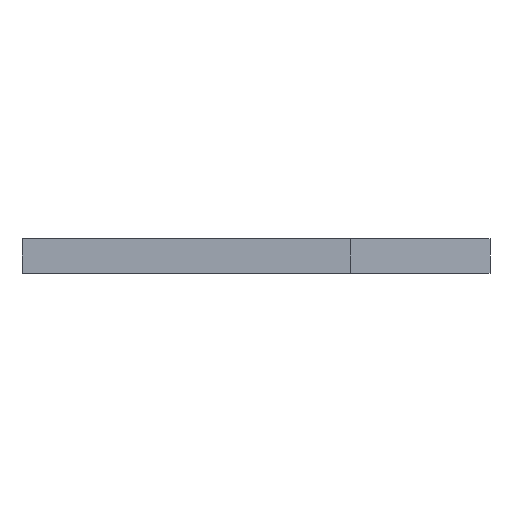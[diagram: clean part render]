
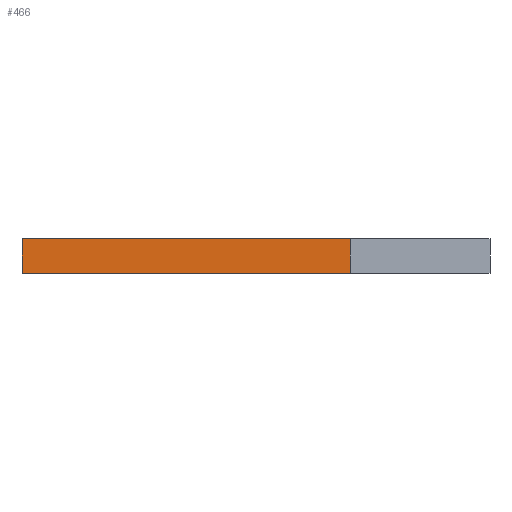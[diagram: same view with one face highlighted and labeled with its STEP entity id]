
A CAD part, left-side view. The second image highlights one B-rep face of the part: STEP entity #466.
In plain terms, the highlighted planar face has unit normal (-1, 0, 0).
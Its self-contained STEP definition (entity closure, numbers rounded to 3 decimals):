
#23 = CARTESIAN_POINT ( 'NONE',  ( 0., 20.1, 1.5 ) ) ;
#25 = DIRECTION ( 'NONE',  ( 0., 0., -1. ) ) ;
#108 = CARTESIAN_POINT ( 'NONE',  ( 0., 6., 1.5 ) ) ;
#109 = DIRECTION ( 'NONE',  ( 1., 0., 0. ) ) ;
#110 = DIRECTION ( 'NONE',  ( 0., 0., -1. ) ) ;
#111 = PLANE ( 'NONE',  #1155 ) ;
#231 = CARTESIAN_POINT ( 'NONE',  ( 0., 20.1, 0. ) ) ;
#273 = CARTESIAN_POINT ( 'NONE',  ( 0., 6., 1.5 ) ) ;
#324 = CARTESIAN_POINT ( 'NONE',  ( 0., 20.1, 1.5 ) ) ;
#325 = CARTESIAN_POINT ( 'NONE',  ( 0., 6., 0. ) ) ;
#336 = DIRECTION ( 'NONE',  ( 0., -1., 0. ) ) ;
#359 = CARTESIAN_POINT ( 'NONE',  ( 0., 6., 1.5 ) ) ;
#397 = DIRECTION ( 'NONE',  ( 0., 0., -1. ) ) ;
#405 = CARTESIAN_POINT ( 'NONE',  ( 0., 6., 0. ) ) ;
#408 = CARTESIAN_POINT ( 'NONE',  ( 0., 6., 1.5 ) ) ;
#416 = DIRECTION ( 'NONE',  ( 0., -1., 0. ) ) ;
#466 = ADVANCED_FACE ( 'NONE', ( #907 ), #111, .F. ) ;
#572 = LINE ( 'NONE', #23, #578 ) ;
#578 = VECTOR ( 'NONE', #25, 1000. ) ;
#771 = VERTEX_POINT ( 'NONE', #324 ) ;
#772 = VERTEX_POINT ( 'NONE', #325 ) ;
#810 = VERTEX_POINT ( 'NONE', #231 ) ;
#845 = VERTEX_POINT ( 'NONE', #273 ) ;
#881 = LINE ( 'NONE', #359, #885 ) ;
#885 = VECTOR ( 'NONE', #336, 1000. ) ;
#907 = FACE_OUTER_BOUND ( 'NONE', #1022, .T. ) ;
#951 = VECTOR ( 'NONE', #397, 1000. ) ;
#957 = VECTOR ( 'NONE', #416, 1000. ) ;
#981 = LINE ( 'NONE', #408, #951 ) ;
#994 = LINE ( 'NONE', #405, #957 ) ;
#1022 = EDGE_LOOP ( 'NONE', ( #1076, #1098, #1080, #1066 ) ) ;
#1066 = ORIENTED_EDGE ( 'NONE', *, *, #1185, .T. ) ;
#1076 = ORIENTED_EDGE ( 'NONE', *, *, #1150, .T. ) ;
#1080 = ORIENTED_EDGE ( 'NONE', *, *, #1111, .F. ) ;
#1098 = ORIENTED_EDGE ( 'NONE', *, *, #1141, .F. ) ;
#1111 = EDGE_CURVE ( 'NONE', #771, #845, #881, .T. ) ;
#1141 = EDGE_CURVE ( 'NONE', #845, #772, #981, .T. ) ;
#1150 = EDGE_CURVE ( 'NONE', #810, #772, #994, .T. ) ;
#1155 = AXIS2_PLACEMENT_3D ( 'NONE', #108, #109, #110 ) ;
#1185 = EDGE_CURVE ( 'NONE', #771, #810, #572, .T. ) ;
